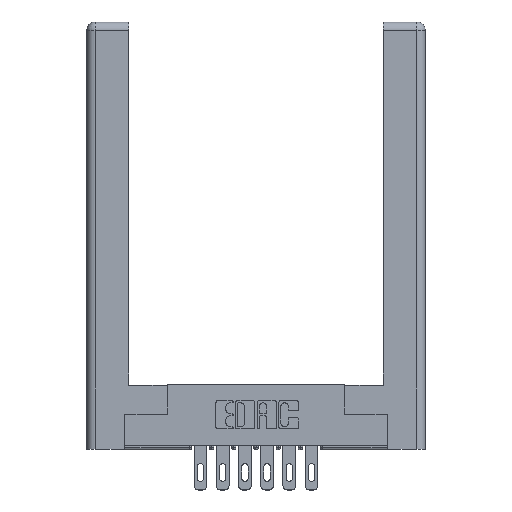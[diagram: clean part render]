
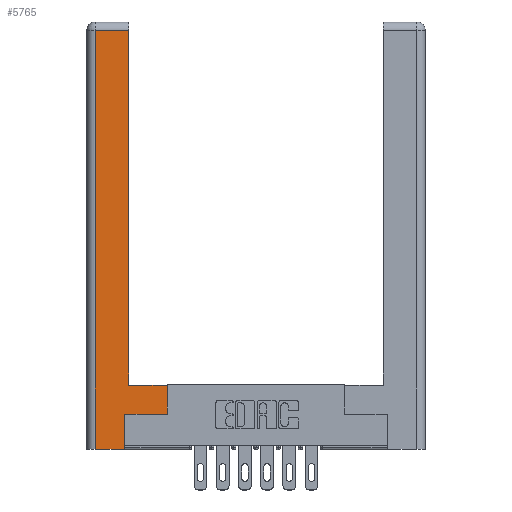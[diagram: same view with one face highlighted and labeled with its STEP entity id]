
A CAD part, top view. The second image highlights one B-rep face of the part: STEP entity #5765.
In plain terms, the highlighted planar face has unit normal (0, 0, 1).
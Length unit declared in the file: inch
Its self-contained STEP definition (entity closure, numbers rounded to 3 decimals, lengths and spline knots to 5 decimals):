
#565 = DIRECTION ( 'NONE',  ( 1., 0., 0. ) ) ;
#1167 = LINE ( 'NONE', #12146, #6889 ) ;
#1264 = VECTOR ( 'NONE', #11789, 39.37008 ) ;
#1330 = VERTEX_POINT ( 'NONE', #5799 ) ;
#1762 = VERTEX_POINT ( 'NONE', #7894 ) ;
#1949 = DIRECTION ( 'NONE',  ( 0., -1., 0. ) ) ;
#2468 = VERTEX_POINT ( 'NONE', #11259 ) ;
#2554 = ORIENTED_EDGE ( 'NONE', *, *, #8616, .T. ) ;
#2840 = AXIS2_PLACEMENT_3D ( 'NONE', #10177, #5964, #5064 ) ;
#3005 = EDGE_CURVE ( 'NONE', #5267, #5926, #1167, .T. ) ;
#3389 = VECTOR ( 'NONE', #8445, 39.37008 ) ;
#4070 = EDGE_CURVE ( 'NONE', #5926, #6316, #12427, .T. ) ;
#4151 = CARTESIAN_POINT ( 'NONE',  ( 0.265, 0.245, 0. ) ) ;
#4262 = ORIENTED_EDGE ( 'NONE', *, *, #5939, .T. ) ;
#4303 = CARTESIAN_POINT ( 'NONE',  ( 0.565, 0.245, 0. ) ) ;
#4665 = ORIENTED_EDGE ( 'NONE', *, *, #13082, .T. ) ;
#4751 = DIRECTION ( 'NONE',  ( -1., 0., 0. ) ) ;
#5064 = DIRECTION ( 'NONE',  ( -1., 0., 0. ) ) ;
#5267 = VERTEX_POINT ( 'NONE', #11549 ) ;
#5340 = LINE ( 'NONE', #5877, #6648 ) ;
#5765 = ADVANCED_FACE ( 'NONE', ( #9643 ), #13441, .F. ) ;
#5799 = CARTESIAN_POINT ( 'NONE',  ( 0.295, 0.45, 0. ) ) ;
#5877 = CARTESIAN_POINT ( 'NONE',  ( 0.0615, 2.94, 0. ) ) ;
#5926 = VERTEX_POINT ( 'NONE', #4151 ) ;
#5935 = EDGE_CURVE ( 'NONE', #1330, #6229, #11106, .T. ) ;
#5939 = EDGE_CURVE ( 'NONE', #6316, #2468, #6813, .T. ) ;
#5964 = DIRECTION ( 'NONE',  ( 0., 0., -1. ) ) ;
#6229 = VERTEX_POINT ( 'NONE', #13462 ) ;
#6316 = VERTEX_POINT ( 'NONE', #4303 ) ;
#6548 = EDGE_LOOP ( 'NONE', ( #12788, #2554, #9959, #11888, #12475, #8695, #4262, #4665 ) ) ;
#6648 = VECTOR ( 'NONE', #4751, 39.37008 ) ;
#6813 = LINE ( 'NONE', #8534, #1264 ) ;
#6889 = VECTOR ( 'NONE', #7011, 39.37008 ) ;
#7011 = DIRECTION ( 'NONE',  ( 0., 1., 0. ) ) ;
#7026 = DIRECTION ( 'NONE',  ( -1., 0., 0. ) ) ;
#7117 = CARTESIAN_POINT ( 'NONE',  ( 0.0615, 2.94, 0. ) ) ;
#7594 = LINE ( 'NONE', #9739, #12652 ) ;
#7715 = LINE ( 'NONE', #8226, #12593 ) ;
#7753 = CARTESIAN_POINT ( 'NONE',  ( 0.565, 0.245, 0. ) ) ;
#7894 = CARTESIAN_POINT ( 'NONE',  ( 0.0615, 0., 0. ) ) ;
#8226 = CARTESIAN_POINT ( 'NONE',  ( 0.0615, 0., 0. ) ) ;
#8356 = CARTESIAN_POINT ( 'NONE',  ( 0.295, 3., 0. ) ) ;
#8445 = DIRECTION ( 'NONE',  ( 0., 1., 0. ) ) ;
#8534 = CARTESIAN_POINT ( 'NONE',  ( 0.565, 0.45, 0. ) ) ;
#8566 = VERTEX_POINT ( 'NONE', #7117 ) ;
#8616 = EDGE_CURVE ( 'NONE', #6229, #8566, #5340, .T. ) ;
#8695 = ORIENTED_EDGE ( 'NONE', *, *, #4070, .T. ) ;
#9643 = FACE_OUTER_BOUND ( 'NONE', #6548, .T. ) ;
#9667 = VECTOR ( 'NONE', #565, 39.37008 ) ;
#9739 = CARTESIAN_POINT ( 'NONE',  ( 0.265, 0., 0. ) ) ;
#9846 = VECTOR ( 'NONE', #7026, 39.37008 ) ;
#9959 = ORIENTED_EDGE ( 'NONE', *, *, #13159, .T. ) ;
#10177 = CARTESIAN_POINT ( 'NONE',  ( 0., 0., 0. ) ) ;
#10185 = LINE ( 'NONE', #13259, #9846 ) ;
#10758 = EDGE_CURVE ( 'NONE', #1762, #5267, #7594, .T. ) ;
#11106 = LINE ( 'NONE', #8356, #3389 ) ;
#11259 = CARTESIAN_POINT ( 'NONE',  ( 0.565, 0.45, 0. ) ) ;
#11549 = CARTESIAN_POINT ( 'NONE',  ( 0.265, 0., 0. ) ) ;
#11671 = DIRECTION ( 'NONE',  ( 1., 0., 0. ) ) ;
#11789 = DIRECTION ( 'NONE',  ( 0., 1., 0. ) ) ;
#11888 = ORIENTED_EDGE ( 'NONE', *, *, #10758, .T. ) ;
#12146 = CARTESIAN_POINT ( 'NONE',  ( 0.265, 0.245, 0. ) ) ;
#12427 = LINE ( 'NONE', #7753, #9667 ) ;
#12475 = ORIENTED_EDGE ( 'NONE', *, *, #3005, .T. ) ;
#12593 = VECTOR ( 'NONE', #1949, 39.37008 ) ;
#12652 = VECTOR ( 'NONE', #11671, 39.37008 ) ;
#12788 = ORIENTED_EDGE ( 'NONE', *, *, #5935, .T. ) ;
#13082 = EDGE_CURVE ( 'NONE', #2468, #1330, #10185, .T. ) ;
#13159 = EDGE_CURVE ( 'NONE', #8566, #1762, #7715, .T. ) ;
#13259 = CARTESIAN_POINT ( 'NONE',  ( 0.295, 0.45, 0. ) ) ;
#13441 = PLANE ( 'NONE',  #2840 ) ;
#13462 = CARTESIAN_POINT ( 'NONE',  ( 0.295, 2.94, 0. ) ) ;
